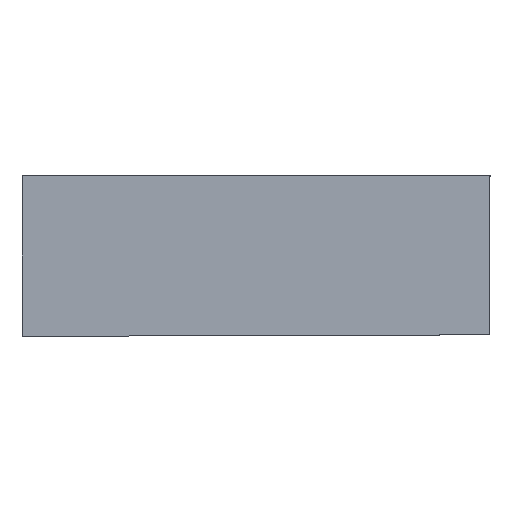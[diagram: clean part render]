
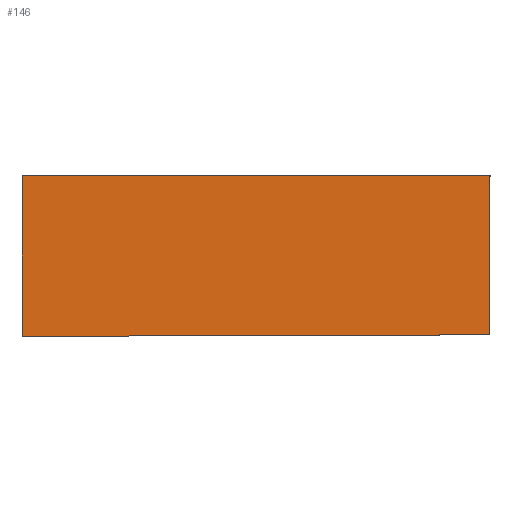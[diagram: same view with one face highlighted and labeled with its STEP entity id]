
A CAD part, left-side view. The second image highlights one B-rep face of the part: STEP entity #146.
In plain terms, the highlighted planar face has unit normal (-1, 0, 0).
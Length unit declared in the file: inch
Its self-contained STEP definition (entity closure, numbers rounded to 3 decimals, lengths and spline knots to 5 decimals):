
#20=FACE_OUTER_BOUND('',#28,.T.);
#28=EDGE_LOOP('',(#119,#120,#121,#122));
#40=LINE('',#230,#58);
#44=LINE('',#236,#62);
#45=LINE('',#239,#63);
#47=LINE('',#242,#65);
#58=VECTOR('',#188,0.3937);
#62=VECTOR('',#194,0.3937);
#63=VECTOR('',#197,0.3937);
#65=VECTOR('',#201,0.3937);
#75=VERTEX_POINT('',#227);
#76=VERTEX_POINT('',#229);
#77=VERTEX_POINT('',#234);
#78=VERTEX_POINT('',#238);
#88=EDGE_CURVE('',#75,#76,#40,.T.);
#92=EDGE_CURVE('',#77,#75,#44,.T.);
#93=EDGE_CURVE('',#78,#76,#45,.T.);
#95=EDGE_CURVE('',#78,#77,#47,.T.);
#119=ORIENTED_EDGE('',*,*,#88,.F.);
#120=ORIENTED_EDGE('',*,*,#92,.F.);
#121=ORIENTED_EDGE('',*,*,#95,.F.);
#122=ORIENTED_EDGE('',*,*,#93,.T.);
#138=PLANE('',#168);
#146=ADVANCED_FACE('',(#20),#138,.F.);
#168=AXIS2_PLACEMENT_3D('',#241,#199,#200);
#188=DIRECTION('',(0.,1.,-0.003));
#194=DIRECTION('',(0.,0.,-1.));
#197=DIRECTION('',(0.,0.,-1.));
#199=DIRECTION('center_axis',(1.,0.,0.));
#200=DIRECTION('ref_axis',(0.,0.,-1.));
#201=DIRECTION('',(0.,-1.,0.));
#227=CARTESIAN_POINT('',(-363.375,11.99996,-0.46409));
#229=CARTESIAN_POINT('',(-363.375,26.66245,-0.51118));
#230=CARTESIAN_POINT('',(-363.375,14.99595,-0.47371));
#234=CARTESIAN_POINT('',(-363.375,11.99996,4.52306));
#236=CARTESIAN_POINT('',(-363.375,11.99996,0.77949));
#238=CARTESIAN_POINT('',(-363.375,26.66245,4.52306));
#239=CARTESIAN_POINT('',(-363.375,26.66245,2.02306));
#241=CARTESIAN_POINT('Origin',(-363.375,13.99996,2.02306));
#242=CARTESIAN_POINT('',(-363.375,12.99996,4.52306));
